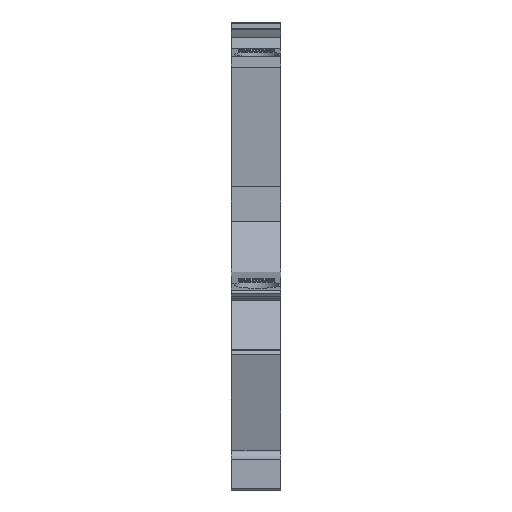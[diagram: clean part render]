
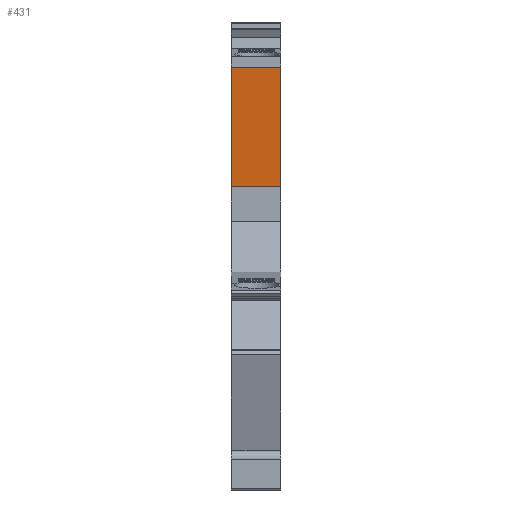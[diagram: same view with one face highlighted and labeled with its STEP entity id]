
A CAD part, front view. The second image highlights one B-rep face of the part: STEP entity #431.
In plain terms, the highlighted planar face has unit normal (0, -0.996, -0.087).
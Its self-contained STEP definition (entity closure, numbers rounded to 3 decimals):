
#431=ADVANCED_FACE('',(#1154),#1155,.F.);
#1154=FACE_OUTER_BOUND('',#2170,.T.);
#1155=PLANE('',#2171);
#2170=EDGE_LOOP('',(#3397,#3398,#3399,#3400));
#2171=AXIS2_PLACEMENT_3D('',#3401,#3402,#3403);
#3397=ORIENTED_EDGE('',*,*,#6577,.T.);
#3398=ORIENTED_EDGE('',*,*,#6580,.F.);
#3399=ORIENTED_EDGE('',*,*,#6581,.F.);
#3400=ORIENTED_EDGE('',*,*,#6582,.T.);
#3401=CARTESIAN_POINT('',(0.,12.809,44.105));
#3402=DIRECTION('',(0.,0.996,0.087));
#3403=DIRECTION('',(-1.0,0.,0.));
#6577=EDGE_CURVE('',#8005,#8003,#8006,.T.);
#6580=EDGE_CURVE('',#8009,#8003,#8010,.T.);
#6581=EDGE_CURVE('',#8011,#8009,#8012,.T.);
#6582=EDGE_CURVE('',#8011,#8005,#8013,.T.);
#8003=VERTEX_POINT('',#10126);
#8005=VERTEX_POINT('',#10129);
#8006=LINE('',#10130,#10131);
#8009=VERTEX_POINT('',#10135);
#8010=LINE('',#10136,#10137);
#8011=VERTEX_POINT('',#10138);
#8012=LINE('',#10139,#10140);
#8013=LINE('',#10141,#10142);
#10126=CARTESIAN_POINT('',(5.15,13.9,31.63));
#10129=CARTESIAN_POINT('',(0.,13.9,31.63));
#10130=CARTESIAN_POINT('',(-48.52,13.9,31.63));
#10131=VECTOR('',#14454,1.0);
#10135=CARTESIAN_POINT('',(5.15,12.809,44.105));
#10136=CARTESIAN_POINT('',(5.15,14.502,24.752));
#10137=VECTOR('',#14456,1.0);
#10138=CARTESIAN_POINT('',(0.,12.809,44.105));
#10139=CARTESIAN_POINT('',(-48.52,12.809,44.105));
#10140=VECTOR('',#14457,1.0);
#10141=CARTESIAN_POINT('',(0.,14.553,24.169));
#10142=VECTOR('',#14458,1.0);
#14454=DIRECTION('',(1.0,0.,0.));
#14456=DIRECTION('',(0.,0.087,-0.996));
#14457=DIRECTION('',(1.0,0.,0.));
#14458=DIRECTION('',(0.,0.087,-0.996));
